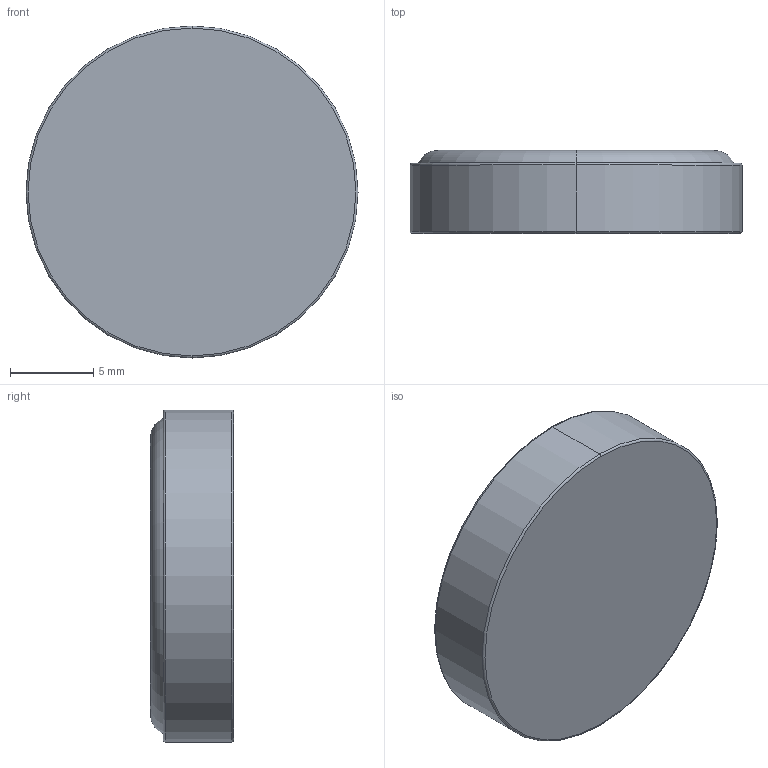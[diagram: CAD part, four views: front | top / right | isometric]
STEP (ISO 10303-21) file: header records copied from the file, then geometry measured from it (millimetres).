
FILE_DESCRIPTION (( 'STEP AP214' ), '1' );
FILE_NAME ('LIR2050.STEP', '2025-05-10T20:44:28', ( '' ), ( '' ), 'SwSTEP 2.0', 'SolidWorks 2025', '' );
FILE_SCHEMA (( 'AUTOMOTIVE_DESIGN' ));
Length unit declared in the file: inch
Products named in the file (1): LIR2050
Bounding box: 20 x 5 x 20 mm (x, y, z)
Volume: 1532.3 mm3; surface area: 905.7 mm2
Topology: 1 solids, 1 shells, 11 faces, 20 edges, 12 vertices
Faces by surface type: torus 6, plane 3, cylinder 2
Entity records: 307 total; most frequent: DIRECTION 62, CARTESIAN_POINT 44, ORIENTED_EDGE 40, AXIS2_PLACEMENT_3D 30, EDGE_CURVE 20, CIRCLE 18, EDGE_LOOP 12, VERTEX_POINT 12
